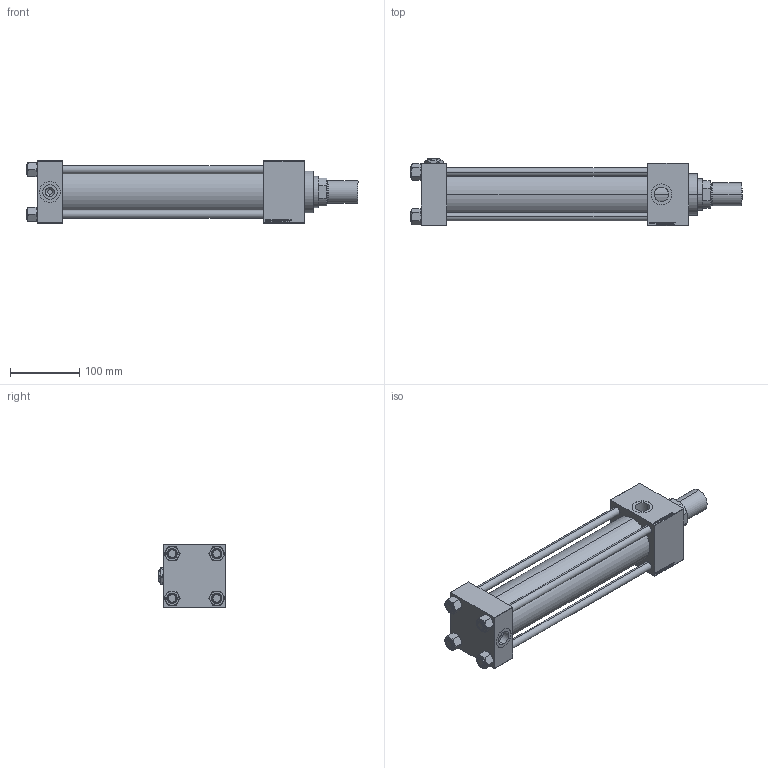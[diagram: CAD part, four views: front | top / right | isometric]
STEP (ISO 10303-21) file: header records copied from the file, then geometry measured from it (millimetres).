
FILE_DESCRIPTION (( 'STEP AP203' ), '1' );
FILE_NAME ('92d3.STEP', '2022-04-16T20:43:13', ( '' ), ( '' ), 'SwSTEP 2.0', 'SolidWorks 2019', '' );
FILE_SCHEMA (( 'CONFIG_CONTROL_DESIGN' ));
Length unit declared in the file: millimetre
Products named in the file (8): NUT_M5_V215CD_C cdc2acf67f46e60a55f13cb0d86ab25a; Zatka_pro_OIL_PORT cdc2acf67f46e60a55f13cb0d86ab25a; ROD_END_AH cdc2acf67f46e60a55f13cb0d86ab25a; V215CD_VC_C cdc2acf67f46e60a55f13cb0d86ab25a; V215CD_VCP_C cdc2acf67f46e60a55f13cb0d86ab25a; V215CD_Body_C cdc2acf67f46e60a55f13cb0d86ab25a; V215CD_C_TYCINKA cdc2acf67f46e60a55f13cb0d86ab25a; 92d3
Assembly tree (13 placements, depth 2):
  92d3
    V215CD_Body_C cdc2acf67f46e60a55f13cb0d86ab25a
    V215CD_VC_C cdc2acf67f46e60a55f13cb0d86ab25a
    V215CD_VCP_C cdc2acf67f46e60a55f13cb0d86ab25a
    V215CD_C_TYCINKA cdc2acf67f46e60a55f13cb0d86ab25a  x4
    NUT_M5_V215CD_C cdc2acf67f46e60a55f13cb0d86ab25a  x4
    ROD_END_AH cdc2acf67f46e60a55f13cb0d86ab25a
    Zatka_pro_OIL_PORT cdc2acf67f46e60a55f13cb0d86ab25a
Bounding box: 478 x 97 x 90 mm (x, y, z)
Volume: 1646393.3 mm3; surface area: 362032.2 mm2
Topology: 13 solids, 13 shells, 1219 faces, 3026 edges, 1953 vertices
Faces by surface type: plane 555, bspline 392, cone 162, cylinder 100, torus 10
Entity records: 52490 total; most frequent: CARTESIAN_POINT 27689, ORIENTED_EDGE 5544, DIRECTION 3612, EDGE_CURVE 2772, VERTEX_POINT 1809, LINE 1644, VECTOR 1644, EDGE_LOOP 1233
